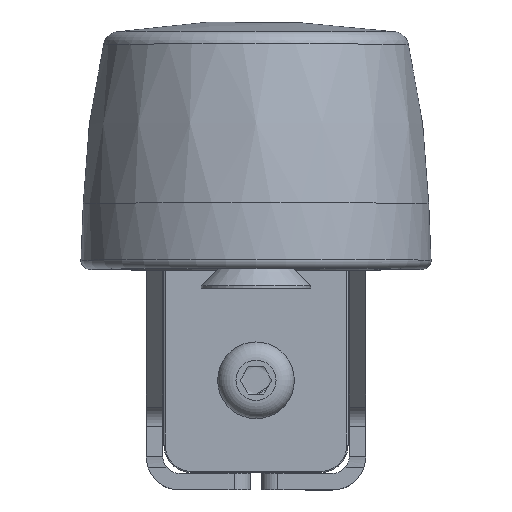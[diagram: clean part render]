
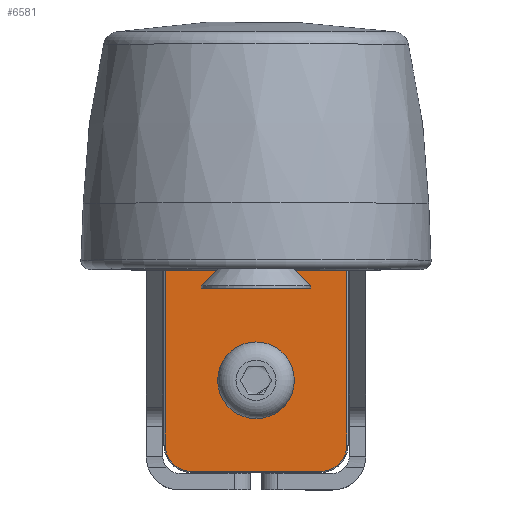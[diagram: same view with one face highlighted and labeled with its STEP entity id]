
A CAD part, top view. The second image highlights one B-rep face of the part: STEP entity #6581.
In plain terms, the highlighted planar face has unit normal (0, 0, 1).
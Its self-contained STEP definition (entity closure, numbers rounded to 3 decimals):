
#467=FACE_BOUND('',#1314,.T.);
#468=FACE_BOUND('',#1315,.T.);
#540=PLANE('',#7315);
#892=FACE_OUTER_BOUND('',#1313,.T.);
#1313=EDGE_LOOP('',(#5211,#5212,#5213,#5214,#5215,#5216,#5217,#5218));
#1314=EDGE_LOOP('',(#5219,#5220));
#1315=EDGE_LOOP('',(#5221,#5222));
#1801=LINE('',#10594,#2198);
#1802=LINE('',#10598,#2199);
#1803=LINE('',#10602,#2200);
#1804=LINE('',#10605,#2201);
#2198=VECTOR('',#8705,1000.);
#2199=VECTOR('',#8708,1000.);
#2200=VECTOR('',#8711,1000.);
#2201=VECTOR('',#8714,1000.);
#2499=CIRCLE('',#7269,4.45);
#2500=CIRCLE('',#7270,4.45);
#2504=CIRCLE('',#7275,4.45);
#2505=CIRCLE('',#7276,4.45);
#2531=CIRCLE('',#7316,4.8);
#2532=CIRCLE('',#7317,4.8);
#2533=CIRCLE('',#7318,4.8);
#2534=CIRCLE('',#7319,4.8);
#2979=VERTEX_POINT('',#10481);
#2980=VERTEX_POINT('',#10482);
#2983=VERTEX_POINT('',#10491);
#2984=VERTEX_POINT('',#10492);
#3019=VERTEX_POINT('',#10590);
#3020=VERTEX_POINT('',#10591);
#3021=VERTEX_POINT('',#10593);
#3022=VERTEX_POINT('',#10595);
#3023=VERTEX_POINT('',#10597);
#3024=VERTEX_POINT('',#10599);
#3025=VERTEX_POINT('',#10601);
#3026=VERTEX_POINT('',#10603);
#3745=EDGE_CURVE('',#2979,#2980,#2499,.T.);
#3746=EDGE_CURVE('',#2980,#2979,#2500,.T.);
#3750=EDGE_CURVE('',#2983,#2984,#2504,.T.);
#3751=EDGE_CURVE('',#2984,#2983,#2505,.T.);
#3799=EDGE_CURVE('',#3019,#3020,#2531,.T.);
#3800=EDGE_CURVE('',#3020,#3021,#1801,.T.);
#3801=EDGE_CURVE('',#3021,#3022,#2532,.T.);
#3802=EDGE_CURVE('',#3022,#3023,#1802,.T.);
#3803=EDGE_CURVE('',#3023,#3024,#2533,.T.);
#3804=EDGE_CURVE('',#3024,#3025,#1803,.T.);
#3805=EDGE_CURVE('',#3025,#3026,#2534,.T.);
#3806=EDGE_CURVE('',#3026,#3019,#1804,.T.);
#5211=ORIENTED_EDGE('',*,*,#3799,.T.);
#5212=ORIENTED_EDGE('',*,*,#3800,.T.);
#5213=ORIENTED_EDGE('',*,*,#3801,.T.);
#5214=ORIENTED_EDGE('',*,*,#3802,.T.);
#5215=ORIENTED_EDGE('',*,*,#3803,.T.);
#5216=ORIENTED_EDGE('',*,*,#3804,.T.);
#5217=ORIENTED_EDGE('',*,*,#3805,.T.);
#5218=ORIENTED_EDGE('',*,*,#3806,.T.);
#5219=ORIENTED_EDGE('',*,*,#3750,.T.);
#5220=ORIENTED_EDGE('',*,*,#3751,.T.);
#5221=ORIENTED_EDGE('',*,*,#3745,.T.);
#5222=ORIENTED_EDGE('',*,*,#3746,.T.);
#6581=ADVANCED_FACE('',(#892,#467,#468),#540,.F.);
#7269=AXIS2_PLACEMENT_3D('',#10483,#8587,#8588);
#7270=AXIS2_PLACEMENT_3D('',#10484,#8589,#8590);
#7275=AXIS2_PLACEMENT_3D('',#10493,#8599,#8600);
#7276=AXIS2_PLACEMENT_3D('',#10494,#8601,#8602);
#7315=AXIS2_PLACEMENT_3D('',#10589,#8701,#8702);
#7316=AXIS2_PLACEMENT_3D('',#10592,#8703,#8704);
#7317=AXIS2_PLACEMENT_3D('',#10596,#8706,#8707);
#7318=AXIS2_PLACEMENT_3D('',#10600,#8709,#8710);
#7319=AXIS2_PLACEMENT_3D('',#10604,#8712,#8713);
#8587=DIRECTION('center_axis',(0.,0.,-1.));
#8588=DIRECTION('ref_axis',(-1.,0.,0.));
#8589=DIRECTION('center_axis',(0.,0.,-1.));
#8590=DIRECTION('ref_axis',(-1.,0.,0.));
#8599=DIRECTION('center_axis',(0.,0.,-1.));
#8600=DIRECTION('ref_axis',(-1.,0.,0.));
#8601=DIRECTION('center_axis',(0.,0.,-1.));
#8602=DIRECTION('ref_axis',(-1.,0.,0.));
#8701=DIRECTION('center_axis',(0.,0.,-1.));
#8702=DIRECTION('ref_axis',(-1.,0.,0.));
#8703=DIRECTION('center_axis',(0.,0.,1.));
#8704=DIRECTION('ref_axis',(-1.,0.,0.));
#8705=DIRECTION('',(0.,-1.,0.));
#8706=DIRECTION('center_axis',(0.,0.,1.));
#8707=DIRECTION('ref_axis',(-1.,0.,0.));
#8708=DIRECTION('',(1.,0.,0.));
#8709=DIRECTION('center_axis',(0.,0.,1.));
#8710=DIRECTION('ref_axis',(-1.,0.,0.));
#8711=DIRECTION('',(0.,1.,0.));
#8712=DIRECTION('center_axis',(0.,0.,1.));
#8713=DIRECTION('ref_axis',(-1.,0.,0.));
#8714=DIRECTION('',(-1.,0.,0.));
#10481=CARTESIAN_POINT('',(-4.45,20.,0.));
#10482=CARTESIAN_POINT('',(4.45,20.,0.));
#10483=CARTESIAN_POINT('Origin',(0.,20.,0.));
#10484=CARTESIAN_POINT('Origin',(0.,20.,0.));
#10491=CARTESIAN_POINT('',(-4.45,-20.,0.));
#10492=CARTESIAN_POINT('',(4.45,-20.,0.));
#10493=CARTESIAN_POINT('Origin',(0.,-20.,0.));
#10494=CARTESIAN_POINT('Origin',(0.,-20.,0.));
#10589=CARTESIAN_POINT('Origin',(-11.8,-31.8,0.));
#10590=CARTESIAN_POINT('',(-11.8,36.6,0.));
#10591=CARTESIAN_POINT('',(-16.6,31.8,0.));
#10592=CARTESIAN_POINT('Origin',(-11.8,31.8,0.));
#10593=CARTESIAN_POINT('',(-16.6,-31.8,0.));
#10594=CARTESIAN_POINT('',(-16.6,-31.8,0.));
#10595=CARTESIAN_POINT('',(-11.8,-36.6,0.));
#10596=CARTESIAN_POINT('Origin',(-11.8,-31.8,0.));
#10597=CARTESIAN_POINT('',(11.8,-36.6,0.));
#10598=CARTESIAN_POINT('',(11.8,-36.6,0.));
#10599=CARTESIAN_POINT('',(16.6,-31.8,0.));
#10600=CARTESIAN_POINT('Origin',(11.8,-31.8,0.));
#10601=CARTESIAN_POINT('',(16.6,31.8,0.));
#10602=CARTESIAN_POINT('',(16.6,31.8,0.));
#10603=CARTESIAN_POINT('',(11.8,36.6,0.));
#10604=CARTESIAN_POINT('Origin',(11.8,31.8,0.));
#10605=CARTESIAN_POINT('',(-11.8,36.6,0.));
